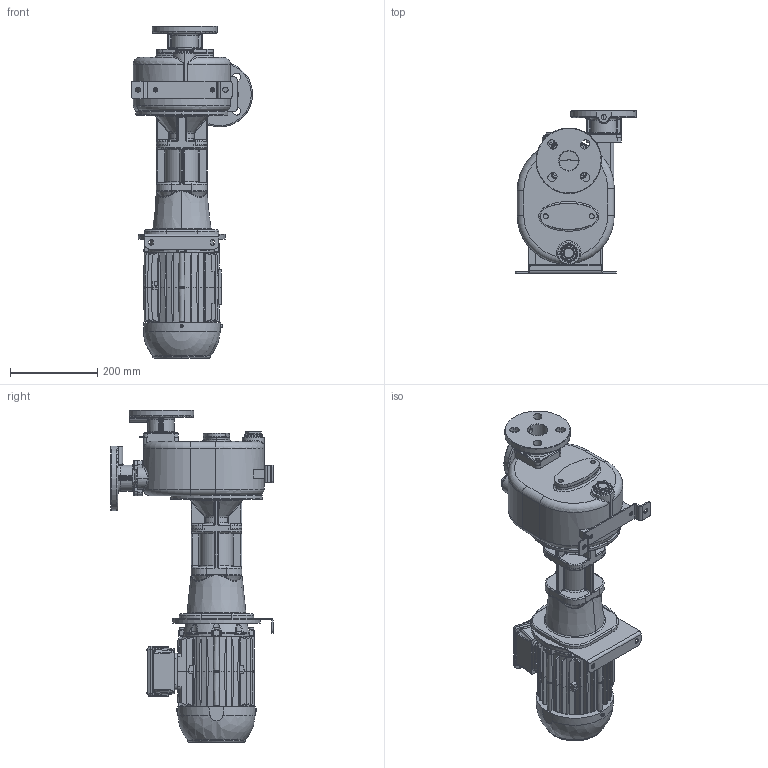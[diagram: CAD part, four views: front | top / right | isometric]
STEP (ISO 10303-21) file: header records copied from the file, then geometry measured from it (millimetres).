
FILE_DESCRIPTION((''),'2;1');
FILE_NAME('S_45_BBT_F','2018-02-27T10:52:46',('Nicola'),(''),'CREO PARAMETRIC BY PTC INC, 2017110','CREO PARAMETRIC BY PTC INC, 2017110','');
FILE_SCHEMA(('CONFIG_CONTROL_DESIGN'));
Products named in the file (1): S_45_BBT_F
Bounding box: 276.97 x 372 x 759.5 mm (x, y, z)
Volume: 16883665.9 mm3; surface area: 859419.9 mm2
Topology: 1 solids, 1 shells, 2485 faces, 6160 edges, 3824 vertices
Faces by surface type: plane 1336, cylinder 537, bspline 308, torus 165, cone 114, sphere 21, extrusion 4
Entity records: 103645 total; most frequent: CARTESIAN_POINT 47418, ORIENTED_EDGE 12264, DIRECTION 10637, EDGE_CURVE 6132, VERTEX_POINT 3824, AXIS2_PLACEMENT_3D 3639, VECTOR 3359, LINE 3355
